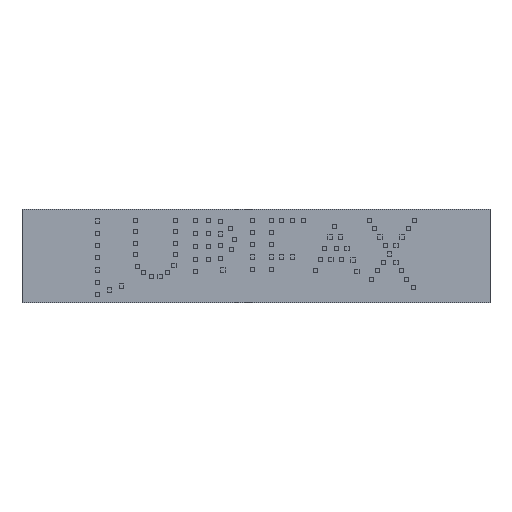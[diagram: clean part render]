
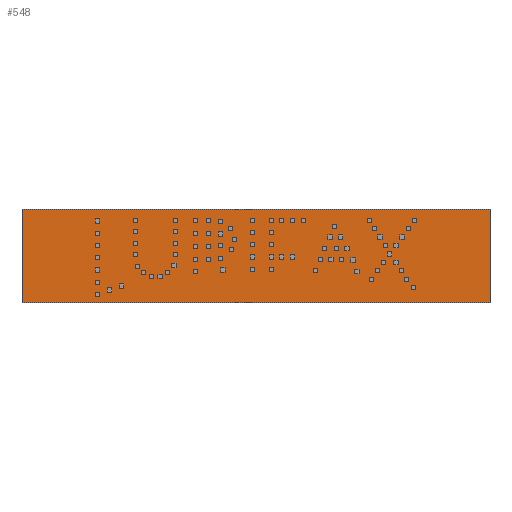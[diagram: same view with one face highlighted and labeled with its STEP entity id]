
A CAD part, top view. The second image highlights one B-rep face of the part: STEP entity #548.
In plain terms, the highlighted planar face has unit normal (0, 0, 1).
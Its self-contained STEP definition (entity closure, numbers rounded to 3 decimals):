
#419 = VERTEX_POINT('',#420);
#420 = CARTESIAN_POINT('',(0.,-22.,0.));
#426 = EDGE_CURVE('',#419,#427,#429,.T.);
#427 = VERTEX_POINT('',#428);
#428 = CARTESIAN_POINT('',(0.,0.,0.));
#429 = LINE('',#430,#431);
#430 = CARTESIAN_POINT('',(0.,-22.,0.));
#431 = VECTOR('',#432,1.);
#432 = DIRECTION('',(0.,1.,0.));
#457 = EDGE_CURVE('',#427,#458,#460,.T.);
#458 = VERTEX_POINT('',#459);
#459 = CARTESIAN_POINT('',(110.,0.,0.));
#460 = LINE('',#461,#462);
#461 = CARTESIAN_POINT('',(0.,0.,0.));
#462 = VECTOR('',#463,1.);
#463 = DIRECTION('',(1.,0.,0.));
#488 = EDGE_CURVE('',#458,#489,#491,.T.);
#489 = VERTEX_POINT('',#490);
#490 = CARTESIAN_POINT('',(110.,-22.,0.));
#491 = LINE('',#492,#493);
#492 = CARTESIAN_POINT('',(110.,0.,0.));
#493 = VECTOR('',#494,1.);
#494 = DIRECTION('',(0.,-1.,0.));
#519 = EDGE_CURVE('',#489,#419,#520,.T.);
#520 = LINE('',#521,#522);
#521 = CARTESIAN_POINT('',(110.,-22.,0.));
#522 = VECTOR('',#523,1.);
#523 = DIRECTION('',(-1.,0.,0.));
#548 = ADVANCED_FACE('',(#549),#555,.T.);
#549 = FACE_BOUND('',#550,.F.);
#550 = EDGE_LOOP('',(#551,#552,#553,#554));
#551 = ORIENTED_EDGE('',*,*,#426,.T.);
#552 = ORIENTED_EDGE('',*,*,#457,.T.);
#553 = ORIENTED_EDGE('',*,*,#488,.T.);
#554 = ORIENTED_EDGE('',*,*,#519,.T.);
#555 = PLANE('',#556);
#556 = AXIS2_PLACEMENT_3D('',#557,#558,#559);
#557 = CARTESIAN_POINT('',(0.,-22.,0.));
#558 = DIRECTION('',(0.,0.,1.));
#559 = DIRECTION('',(1.,0.,0.));
